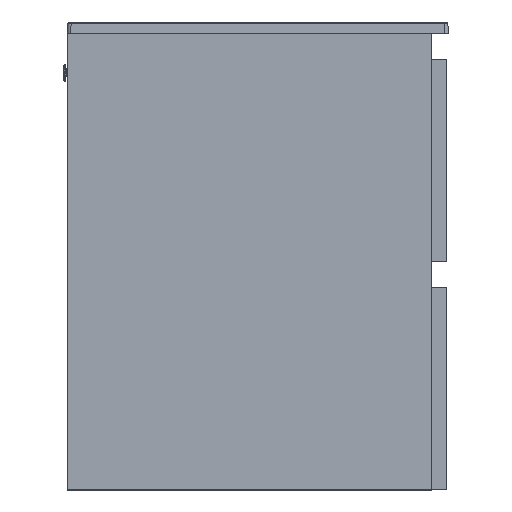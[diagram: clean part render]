
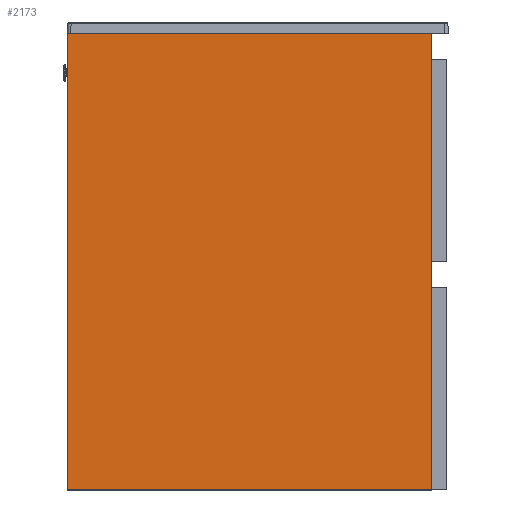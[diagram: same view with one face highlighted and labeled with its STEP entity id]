
A CAD part, left-side view. The second image highlights one B-rep face of the part: STEP entity #2173.
In plain terms, the highlighted planar face has unit normal (-1, 0, 0).
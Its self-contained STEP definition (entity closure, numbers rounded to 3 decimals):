
#2173=ADVANCED_FACE('',(#4475),#36363,.T.);
#4475=FACE_OUTER_BOUND('',#6789,.T.);
#6789=EDGE_LOOP('',(#9461,#9462,#9463,#9464));
#9461=ORIENTED_EDGE('',*,*,#21523,.T.);
#9462=ORIENTED_EDGE('',*,*,#21516,.T.);
#9463=ORIENTED_EDGE('',*,*,#21524,.F.);
#9464=ORIENTED_EDGE('',*,*,#21521,.F.);
#21516=EDGE_CURVE('',#32480,#32483,#27569,.T.);
#21521=EDGE_CURVE('',#32486,#32487,#27574,.T.);
#21523=EDGE_CURVE('',#32486,#32480,#27576,.T.);
#21524=EDGE_CURVE('',#32487,#32483,#27577,.T.);
#27569=B_SPLINE_CURVE_WITH_KNOTS('',1,(#42374,#42375),.UNSPECIFIED.,.F.,
 .F.,(2,2),(0.,2950.),.UNSPECIFIED.);
#27574=B_SPLINE_CURVE_WITH_KNOTS('',1,(#42384,#42385),.UNSPECIFIED.,.F.,
 .F.,(2,2),(0.,2950.),.UNSPECIFIED.);
#27576=B_SPLINE_CURVE_WITH_KNOTS('',1,(#42388,#42389),.UNSPECIFIED.,.F.,
 .F.,(2,2),(1740.,2320.),.UNSPECIFIED.);
#27577=B_SPLINE_CURVE_WITH_KNOTS('',1,(#42390,#42391),.UNSPECIFIED.,.F.,
 .F.,(2,2),(1740.,2320.),.UNSPECIFIED.);
#32480=VERTEX_POINT('',#42360);
#32483=VERTEX_POINT('',#42363);
#32486=VERTEX_POINT('',#42366);
#32487=VERTEX_POINT('',#42367);
#36363=PLANE('',#38080);
#38080=AXIS2_PLACEMENT_3D('',#42357,#40038,$);
#40038=DIRECTION('',(-1.,0.,0.));
#42357=CARTESIAN_POINT('',(-249.5,225.244,242.));
#42360=CARTESIAN_POINT('',(-249.5,-205.756,242.));
#42363=CARTESIAN_POINT('',(-249.5,-205.756,782.));
#42366=CARTESIAN_POINT('',(-249.5,225.244,242.));
#42367=CARTESIAN_POINT('',(-249.5,225.244,782.));
#42374=CARTESIAN_POINT('',(-249.5,-205.756,242.));
#42375=CARTESIAN_POINT('',(-249.5,-205.756,782.));
#42384=CARTESIAN_POINT('',(-249.5,225.244,242.));
#42385=CARTESIAN_POINT('',(-249.5,225.244,782.));
#42388=CARTESIAN_POINT('',(-249.5,225.244,242.));
#42389=CARTESIAN_POINT('',(-249.5,-205.756,242.));
#42390=CARTESIAN_POINT('',(-249.5,225.244,782.));
#42391=CARTESIAN_POINT('',(-249.5,-205.756,782.));
